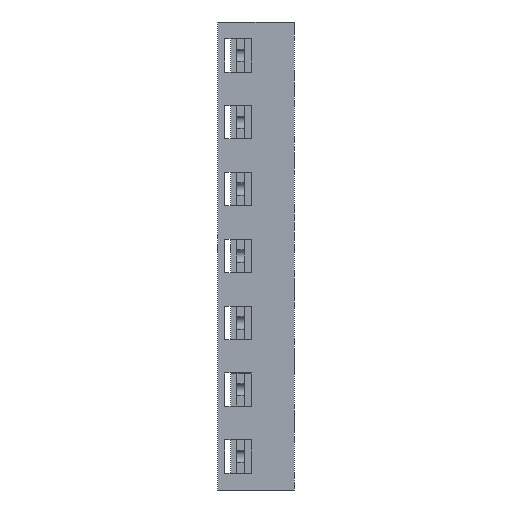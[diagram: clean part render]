
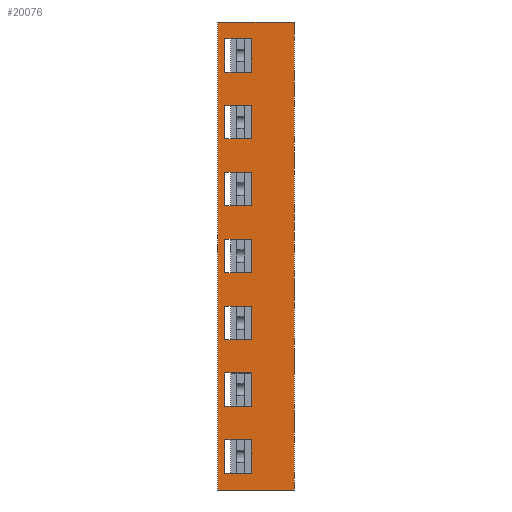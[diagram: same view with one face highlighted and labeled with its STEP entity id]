
A CAD part, left-side view. The second image highlights one B-rep face of the part: STEP entity #20076.
In plain terms, the highlighted planar face has unit normal (-1, 0, 0).
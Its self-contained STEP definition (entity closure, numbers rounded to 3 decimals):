
#17=DIRECTION('',(0.,-1.,0.));
#18=VECTOR('',#17,16.);
#19=CARTESIAN_POINT('',(-17.5,12.5,2016.));
#20=LINE('',#19,#18);
#913=DIRECTION('',(0.,-1.,0.));
#914=VECTOR('',#913,16.);
#915=CARTESIAN_POINT('',(-17.5,12.5,1918.));
#916=LINE('',#915,#914);
#917=DIRECTION('',(0.,0.,1.));
#918=VECTOR('',#917,98.);
#919=CARTESIAN_POINT('',(-17.5,12.5,1918.));
#920=LINE('',#919,#918);
#921=DIRECTION('',(0.,-1.,0.));
#922=VECTOR('',#921,5.5);
#923=CARTESIAN_POINT('',(-17.5,11.,2005.5));
#924=LINE('',#923,#922);
#925=DIRECTION('',(0.,0.,1.));
#926=VECTOR('',#925,7.);
#927=CARTESIAN_POINT('',(-17.5,5.5,2005.5));
#928=LINE('',#927,#926);
#929=DIRECTION('',(0.,1.,0.));
#930=VECTOR('',#929,5.5);
#931=CARTESIAN_POINT('',(-17.5,5.5,2012.5));
#932=LINE('',#931,#930);
#933=DIRECTION('',(0.,0.,-1.));
#934=VECTOR('',#933,7.);
#935=CARTESIAN_POINT('',(-17.5,11.,2012.5));
#936=LINE('',#935,#934);
#937=DIRECTION('',(0.,-1.,0.));
#938=VECTOR('',#937,5.5);
#939=CARTESIAN_POINT('',(-17.5,11.,1991.5));
#940=LINE('',#939,#938);
#941=DIRECTION('',(0.,0.,1.));
#942=VECTOR('',#941,7.);
#943=CARTESIAN_POINT('',(-17.5,5.5,1991.5));
#944=LINE('',#943,#942);
#945=DIRECTION('',(0.,1.,0.));
#946=VECTOR('',#945,5.5);
#947=CARTESIAN_POINT('',(-17.5,5.5,1998.5));
#948=LINE('',#947,#946);
#949=DIRECTION('',(0.,0.,-1.));
#950=VECTOR('',#949,7.);
#951=CARTESIAN_POINT('',(-17.5,11.,1998.5));
#952=LINE('',#951,#950);
#953=DIRECTION('',(0.,-1.,0.));
#954=VECTOR('',#953,5.5);
#955=CARTESIAN_POINT('',(-17.5,11.,1977.5));
#956=LINE('',#955,#954);
#957=DIRECTION('',(0.,0.,1.));
#958=VECTOR('',#957,7.);
#959=CARTESIAN_POINT('',(-17.5,5.5,1977.5));
#960=LINE('',#959,#958);
#961=DIRECTION('',(0.,1.,0.));
#962=VECTOR('',#961,5.5);
#963=CARTESIAN_POINT('',(-17.5,5.5,1984.5));
#964=LINE('',#963,#962);
#965=DIRECTION('',(0.,0.,-1.));
#966=VECTOR('',#965,7.);
#967=CARTESIAN_POINT('',(-17.5,11.,1984.5));
#968=LINE('',#967,#966);
#969=DIRECTION('',(0.,-1.,0.));
#970=VECTOR('',#969,5.5);
#971=CARTESIAN_POINT('',(-17.5,11.,1963.5));
#972=LINE('',#971,#970);
#973=DIRECTION('',(0.,0.,1.));
#974=VECTOR('',#973,7.);
#975=CARTESIAN_POINT('',(-17.5,5.5,1963.5));
#976=LINE('',#975,#974);
#977=DIRECTION('',(0.,1.,0.));
#978=VECTOR('',#977,5.5);
#979=CARTESIAN_POINT('',(-17.5,5.5,1970.5));
#980=LINE('',#979,#978);
#981=DIRECTION('',(0.,0.,-1.));
#982=VECTOR('',#981,7.);
#983=CARTESIAN_POINT('',(-17.5,11.,1970.5));
#984=LINE('',#983,#982);
#985=DIRECTION('',(0.,-1.,0.));
#986=VECTOR('',#985,5.5);
#987=CARTESIAN_POINT('',(-17.5,11.,1949.5));
#988=LINE('',#987,#986);
#989=DIRECTION('',(0.,0.,1.));
#990=VECTOR('',#989,7.);
#991=CARTESIAN_POINT('',(-17.5,5.5,1949.5));
#992=LINE('',#991,#990);
#993=DIRECTION('',(0.,1.,0.));
#994=VECTOR('',#993,5.5);
#995=CARTESIAN_POINT('',(-17.5,5.5,1956.5));
#996=LINE('',#995,#994);
#997=DIRECTION('',(0.,0.,-1.));
#998=VECTOR('',#997,7.);
#999=CARTESIAN_POINT('',(-17.5,11.,1956.5));
#1000=LINE('',#999,#998);
#1001=DIRECTION('',(0.,-1.,0.));
#1002=VECTOR('',#1001,5.5);
#1003=CARTESIAN_POINT('',(-17.5,11.,1935.5));
#1004=LINE('',#1003,#1002);
#1005=DIRECTION('',(0.,0.,1.));
#1006=VECTOR('',#1005,7.);
#1007=CARTESIAN_POINT('',(-17.5,5.5,1935.5));
#1008=LINE('',#1007,#1006);
#1009=DIRECTION('',(0.,1.,0.));
#1010=VECTOR('',#1009,5.5);
#1011=CARTESIAN_POINT('',(-17.5,5.5,1942.5));
#1012=LINE('',#1011,#1010);
#1013=DIRECTION('',(0.,0.,-1.));
#1014=VECTOR('',#1013,7.);
#1015=CARTESIAN_POINT('',(-17.5,11.,1942.5));
#1016=LINE('',#1015,#1014);
#1017=DIRECTION('',(0.,-1.,0.));
#1018=VECTOR('',#1017,5.5);
#1019=CARTESIAN_POINT('',(-17.5,11.,1921.5));
#1020=LINE('',#1019,#1018);
#1021=DIRECTION('',(0.,0.,1.));
#1022=VECTOR('',#1021,7.);
#1023=CARTESIAN_POINT('',(-17.5,5.5,1921.5));
#1024=LINE('',#1023,#1022);
#1025=DIRECTION('',(0.,1.,0.));
#1026=VECTOR('',#1025,5.5);
#1027=CARTESIAN_POINT('',(-17.5,5.5,1928.5));
#1028=LINE('',#1027,#1026);
#1029=DIRECTION('',(0.,0.,-1.));
#1030=VECTOR('',#1029,7.);
#1031=CARTESIAN_POINT('',(-17.5,11.,1928.5));
#1032=LINE('',#1031,#1030);
#1053=DIRECTION('',(0.,0.,1.));
#1054=VECTOR('',#1053,98.);
#1055=CARTESIAN_POINT('',(-17.5,-3.5,1918.));
#1056=LINE('',#1055,#1054);
#16014=CARTESIAN_POINT('',(-17.5,12.5,2016.));
#16015=VERTEX_POINT('',#16014);
#16016=CARTESIAN_POINT('',(-17.5,-3.5,2016.));
#16017=VERTEX_POINT('',#16016);
#16450=CARTESIAN_POINT('',(-17.5,12.5,1918.));
#16451=VERTEX_POINT('',#16450);
#16452=CARTESIAN_POINT('',(-17.5,-3.5,1918.));
#16453=VERTEX_POINT('',#16452);
#16660=CARTESIAN_POINT('',(-17.5,11.,2005.5));
#16661=CARTESIAN_POINT('',(-17.5,5.5,2005.5));
#16662=VERTEX_POINT('',#16660);
#16663=VERTEX_POINT('',#16661);
#16664=CARTESIAN_POINT('',(-17.5,5.5,2012.5));
#16665=VERTEX_POINT('',#16664);
#16666=CARTESIAN_POINT('',(-17.5,11.,2012.5));
#16667=VERTEX_POINT('',#16666);
#16676=CARTESIAN_POINT('',(-17.5,11.,1991.5));
#16677=CARTESIAN_POINT('',(-17.5,5.5,1991.5));
#16678=VERTEX_POINT('',#16676);
#16679=VERTEX_POINT('',#16677);
#16680=CARTESIAN_POINT('',(-17.5,5.5,1998.5));
#16681=VERTEX_POINT('',#16680);
#16682=CARTESIAN_POINT('',(-17.5,11.,1998.5));
#16683=VERTEX_POINT('',#16682);
#16692=CARTESIAN_POINT('',(-17.5,11.,1977.5));
#16693=CARTESIAN_POINT('',(-17.5,5.5,1977.5));
#16694=VERTEX_POINT('',#16692);
#16695=VERTEX_POINT('',#16693);
#16696=CARTESIAN_POINT('',(-17.5,5.5,1984.5));
#16697=VERTEX_POINT('',#16696);
#16698=CARTESIAN_POINT('',(-17.5,11.,1984.5));
#16699=VERTEX_POINT('',#16698);
#16708=CARTESIAN_POINT('',(-17.5,11.,1963.5));
#16709=CARTESIAN_POINT('',(-17.5,5.5,1963.5));
#16710=VERTEX_POINT('',#16708);
#16711=VERTEX_POINT('',#16709);
#16712=CARTESIAN_POINT('',(-17.5,5.5,1970.5));
#16713=VERTEX_POINT('',#16712);
#16714=CARTESIAN_POINT('',(-17.5,11.,1970.5));
#16715=VERTEX_POINT('',#16714);
#16724=CARTESIAN_POINT('',(-17.5,11.,1949.5));
#16725=CARTESIAN_POINT('',(-17.5,5.5,1949.5));
#16726=VERTEX_POINT('',#16724);
#16727=VERTEX_POINT('',#16725);
#16728=CARTESIAN_POINT('',(-17.5,5.5,1956.5));
#16729=VERTEX_POINT('',#16728);
#16730=CARTESIAN_POINT('',(-17.5,11.,1956.5));
#16731=VERTEX_POINT('',#16730);
#16740=CARTESIAN_POINT('',(-17.5,11.,1935.5));
#16741=CARTESIAN_POINT('',(-17.5,5.5,1935.5));
#16742=VERTEX_POINT('',#16740);
#16743=VERTEX_POINT('',#16741);
#16744=CARTESIAN_POINT('',(-17.5,5.5,1942.5));
#16745=VERTEX_POINT('',#16744);
#16746=CARTESIAN_POINT('',(-17.5,11.,1942.5));
#16747=VERTEX_POINT('',#16746);
#16756=CARTESIAN_POINT('',(-17.5,11.,1921.5));
#16757=CARTESIAN_POINT('',(-17.5,5.5,1921.5));
#16758=VERTEX_POINT('',#16756);
#16759=VERTEX_POINT('',#16757);
#16760=CARTESIAN_POINT('',(-17.5,5.5,1928.5));
#16761=VERTEX_POINT('',#16760);
#16762=CARTESIAN_POINT('',(-17.5,11.,1928.5));
#16763=VERTEX_POINT('',#16762);
#20003=CARTESIAN_POINT('',(-17.5,12.5,0.));
#20004=DIRECTION('',(-1.,0.,0.));
#20005=DIRECTION('',(0.,-1.,0.));
#20006=AXIS2_PLACEMENT_3D('',#20003,#20004,#20005);
#20007=PLANE('',#20006);
#20008=ORIENTED_EDGE('',*,*,#19818,.F.);
#20010=ORIENTED_EDGE('',*,*,#20009,.T.);
#20011=ORIENTED_EDGE('',*,*,#19235,.T.);
#20013=ORIENTED_EDGE('',*,*,#20012,.F.);
#20014=EDGE_LOOP('',(#20008,#20010,#20011,#20013));
#20015=FACE_OUTER_BOUND('',#20014,.F.);
#20017=ORIENTED_EDGE('',*,*,#20016,.T.);
#20019=ORIENTED_EDGE('',*,*,#20018,.T.);
#20021=ORIENTED_EDGE('',*,*,#20020,.T.);
#20022=ORIENTED_EDGE('',*,*,#19951,.T.);
#20023=EDGE_LOOP('',(#20017,#20019,#20021,#20022));
#20024=FACE_BOUND('',#20023,.F.);
#20026=ORIENTED_EDGE('',*,*,#20025,.T.);
#20028=ORIENTED_EDGE('',*,*,#20027,.T.);
#20030=ORIENTED_EDGE('',*,*,#20029,.T.);
#20031=ORIENTED_EDGE('',*,*,#19944,.T.);
#20032=EDGE_LOOP('',(#20026,#20028,#20030,#20031));
#20033=FACE_BOUND('',#20032,.F.);
#20035=ORIENTED_EDGE('',*,*,#20034,.T.);
#20037=ORIENTED_EDGE('',*,*,#20036,.T.);
#20039=ORIENTED_EDGE('',*,*,#20038,.T.);
#20040=ORIENTED_EDGE('',*,*,#19937,.T.);
#20041=EDGE_LOOP('',(#20035,#20037,#20039,#20040));
#20042=FACE_BOUND('',#20041,.F.);
#20044=ORIENTED_EDGE('',*,*,#20043,.T.);
#20046=ORIENTED_EDGE('',*,*,#20045,.T.);
#20048=ORIENTED_EDGE('',*,*,#20047,.T.);
#20049=ORIENTED_EDGE('',*,*,#19930,.T.);
#20050=EDGE_LOOP('',(#20044,#20046,#20048,#20049));
#20051=FACE_BOUND('',#20050,.F.);
#20053=ORIENTED_EDGE('',*,*,#20052,.T.);
#20055=ORIENTED_EDGE('',*,*,#20054,.T.);
#20057=ORIENTED_EDGE('',*,*,#20056,.T.);
#20058=ORIENTED_EDGE('',*,*,#19923,.T.);
#20059=EDGE_LOOP('',(#20053,#20055,#20057,#20058));
#20060=FACE_BOUND('',#20059,.F.);
#20062=ORIENTED_EDGE('',*,*,#20061,.T.);
#20064=ORIENTED_EDGE('',*,*,#20063,.T.);
#20066=ORIENTED_EDGE('',*,*,#20065,.T.);
#20067=ORIENTED_EDGE('',*,*,#19916,.T.);
#20068=EDGE_LOOP('',(#20062,#20064,#20066,#20067));
#20069=FACE_BOUND('',#20068,.F.);
#20070=ORIENTED_EDGE('',*,*,#19970,.T.);
#20071=ORIENTED_EDGE('',*,*,#19984,.T.);
#20072=ORIENTED_EDGE('',*,*,#19997,.T.);
#20073=ORIENTED_EDGE('',*,*,#19909,.T.);
#20074=EDGE_LOOP('',(#20070,#20071,#20072,#20073));
#20075=FACE_BOUND('',#20074,.F.);
#20076=ADVANCED_FACE('',(#20015,#20024,#20033,#20042,#20051,#20060,#20069,
#20075),#20007,.T.);
#19235=EDGE_CURVE('',#16015,#16017,#20,.T.);
#19818=EDGE_CURVE('',#16451,#16453,#916,.T.);
#19909=EDGE_CURVE('',#16763,#16758,#1032,.T.);
#19916=EDGE_CURVE('',#16747,#16742,#1016,.T.);
#19923=EDGE_CURVE('',#16731,#16726,#1000,.T.);
#19930=EDGE_CURVE('',#16715,#16710,#984,.T.);
#19937=EDGE_CURVE('',#16699,#16694,#968,.T.);
#19944=EDGE_CURVE('',#16683,#16678,#952,.T.);
#19951=EDGE_CURVE('',#16667,#16662,#936,.T.);
#19970=EDGE_CURVE('',#16758,#16759,#1020,.T.);
#19984=EDGE_CURVE('',#16759,#16761,#1024,.T.);
#19997=EDGE_CURVE('',#16761,#16763,#1028,.T.);
#20009=EDGE_CURVE('',#16451,#16015,#920,.T.);
#20012=EDGE_CURVE('',#16453,#16017,#1056,.T.);
#20016=EDGE_CURVE('',#16662,#16663,#924,.T.);
#20018=EDGE_CURVE('',#16663,#16665,#928,.T.);
#20020=EDGE_CURVE('',#16665,#16667,#932,.T.);
#20025=EDGE_CURVE('',#16678,#16679,#940,.T.);
#20027=EDGE_CURVE('',#16679,#16681,#944,.T.);
#20029=EDGE_CURVE('',#16681,#16683,#948,.T.);
#20034=EDGE_CURVE('',#16694,#16695,#956,.T.);
#20036=EDGE_CURVE('',#16695,#16697,#960,.T.);
#20038=EDGE_CURVE('',#16697,#16699,#964,.T.);
#20043=EDGE_CURVE('',#16710,#16711,#972,.T.);
#20045=EDGE_CURVE('',#16711,#16713,#976,.T.);
#20047=EDGE_CURVE('',#16713,#16715,#980,.T.);
#20052=EDGE_CURVE('',#16726,#16727,#988,.T.);
#20054=EDGE_CURVE('',#16727,#16729,#992,.T.);
#20056=EDGE_CURVE('',#16729,#16731,#996,.T.);
#20061=EDGE_CURVE('',#16742,#16743,#1004,.T.);
#20063=EDGE_CURVE('',#16743,#16745,#1008,.T.);
#20065=EDGE_CURVE('',#16745,#16747,#1012,.T.);
